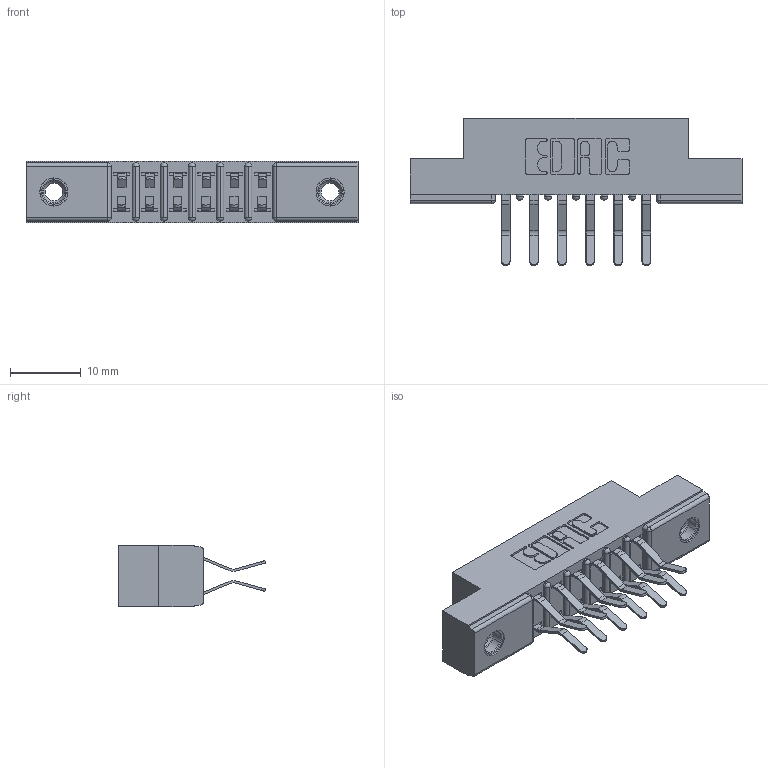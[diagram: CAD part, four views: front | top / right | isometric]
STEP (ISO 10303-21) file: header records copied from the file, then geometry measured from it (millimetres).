
FILE_DESCRIPTION (( 'STEP AP203' ), '1' );
FILE_NAME ('357-012-460-207.STEP', '2020-10-02T17:03:57', ( '' ), ( '' ), 'SwSTEP 2.0', 'SolidWorks 2020', '' );
FILE_SCHEMA (( 'CONFIG_CONTROL_DESIGN' ));
Length unit declared in the file: inch
Products named in the file (4): 307 Part_.156 Dia Mounting Holes; 307-290-001_560; 345-250-001_345-250-005-103; 357-012-460-207
Assembly tree (15 placements, depth 2):
  357-012-460-207
    307 Part_.156 Dia Mounting Holes
    307-290-001_560  x12
    345-250-001_345-250-005-103  x2
Bounding box: 46.79 x 20.73 x 8.71 mm (x, y, z)
Volume: 3063.6 mm3; surface area: 4705.6 mm2
Topology: 15 solids, 15 shells, 785 faces, 2163 edges, 1398 vertices
Faces by surface type: plane 498, cylinder 257, sphere 14, cone 12, torus 4
Entity records: 11063 total; most frequent: CARTESIAN_POINT 1805, DIRECTION 1793, ORIENTED_EDGE 1778, EDGE_CURVE 889, LINE 665, VECTOR 665, VERTEX_POINT 576, AXIS2_PLACEMENT_3D 564
